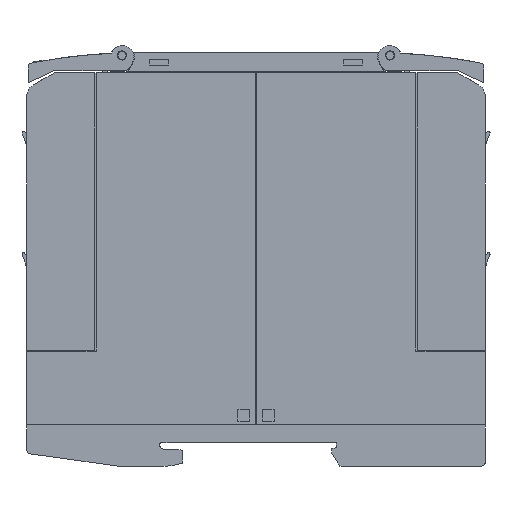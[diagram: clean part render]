
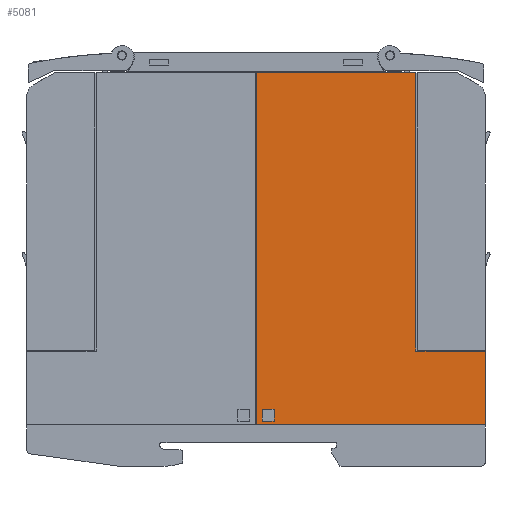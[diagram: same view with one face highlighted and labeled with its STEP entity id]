
A CAD part, left-side view. The second image highlights one B-rep face of the part: STEP entity #5081.
In plain terms, the highlighted planar face has unit normal (-1, 0, 0).
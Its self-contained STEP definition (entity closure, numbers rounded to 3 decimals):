
#5081=ADVANCED_FACE('',(#10338,#10339),#10340,.T.);
#10338=FACE_BOUND('',#15665,.T.);
#10339=FACE_OUTER_BOUND('',#15666,.T.);
#10340=PLANE('',#15667);
#15665=EDGE_LOOP('',(#31933,#31934,#31935,#31936));
#15666=EDGE_LOOP('',(#31937,#31938,#31939,#31940,#31941,#31942));
#15667=AXIS2_PLACEMENT_3D('',#31943,#31944,#31945);
#31933=ORIENTED_EDGE('',*,*,#38987,.T.);
#31934=ORIENTED_EDGE('',*,*,#38963,.T.);
#31935=ORIENTED_EDGE('',*,*,#38971,.T.);
#31936=ORIENTED_EDGE('',*,*,#38984,.T.);
#31937=ORIENTED_EDGE('',*,*,#33144,.T.);
#31938=ORIENTED_EDGE('',*,*,#38989,.T.);
#31939=ORIENTED_EDGE('',*,*,#38997,.T.);
#31940=ORIENTED_EDGE('',*,*,#38977,.F.);
#31941=ORIENTED_EDGE('',*,*,#38998,.T.);
#31942=ORIENTED_EDGE('',*,*,#38993,.T.);
#31943=CARTESIAN_POINT('',(0.0,25.98,9.001));
#31944=DIRECTION('',(-1.0,0.0,0.0));
#31945=DIRECTION('',(0.0,-1.0,0.0));
#33144=EDGE_CURVE('',#40077,#40081,#40083,.T.);
#38963=EDGE_CURVE('',#48734,#48732,#48735,.T.);
#38971=EDGE_CURVE('',#48732,#48743,#48745,.T.);
#38977=EDGE_CURVE('',#48754,#48756,#48757,.T.);
#38984=EDGE_CURVE('',#48743,#48766,#48768,.T.);
#38987=EDGE_CURVE('',#48766,#48734,#48771,.T.);
#38989=EDGE_CURVE('',#40081,#48773,#48774,.T.);
#38993=EDGE_CURVE('',#48779,#40077,#48780,.T.);
#38997=EDGE_CURVE('',#48773,#48756,#48785,.T.);
#38998=EDGE_CURVE('',#48754,#48779,#48786,.T.);
#40077=VERTEX_POINT('',#50450);
#40081=VERTEX_POINT('',#50456);
#40083=LINE('',#50459,#50460);
#48732=VERTEX_POINT('',#63359);
#48734=VERTEX_POINT('',#63362);
#48735=LINE('',#63363,#63364);
#48743=VERTEX_POINT('',#63376);
#48745=LINE('',#63379,#63380);
#48754=VERTEX_POINT('',#63392);
#48756=VERTEX_POINT('',#63395);
#48757=LINE('',#63396,#63397);
#48766=VERTEX_POINT('',#63410);
#48768=LINE('',#63413,#63414);
#48771=LINE('',#63418,#63419);
#48773=VERTEX_POINT('',#63421);
#48774=LINE('',#63422,#63423);
#48779=VERTEX_POINT('',#63430);
#48780=LINE('',#63431,#63432);
#48785=LINE('',#63439,#63440);
#48786=LINE('',#63441,#63442);
#50450=CARTESIAN_POINT('',(0.0,1.03,25.101));
#50456=CARTESIAN_POINT('',(0.0,16.13,25.101));
#50459=CARTESIAN_POINT('',(0.0,17.255,25.101));
#50460=VECTOR('',#64434,1.0);
#63359=CARTESIAN_POINT('',(0.0,47.03,12.401));
#63362=CARTESIAN_POINT('',(0.0,49.63,12.401));
#63363=CARTESIAN_POINT('',(0.0,37.155,12.401));
#63364=VECTOR('',#69794,1.0);
#63376=CARTESIAN_POINT('',(0.0,47.03,9.801));
#63379=CARTESIAN_POINT('',(0.0,47.03,10.051));
#63380=VECTOR('',#69800,1.0);
#63392=CARTESIAN_POINT('',(0.0,50.93,9.001));
#63395=CARTESIAN_POINT('',(0.0,50.93,85.801));
#63396=CARTESIAN_POINT('',(0.0,50.93,9.001));
#63397=VECTOR('',#69805,1.0);
#63410=CARTESIAN_POINT('',(0.0,49.63,9.801));
#63413=CARTESIAN_POINT('',(0.0,37.155,9.801));
#63414=VECTOR('',#69811,1.0);
#63418=CARTESIAN_POINT('',(0.0,49.63,10.051));
#63419=VECTOR('',#69813,1.0);
#63421=CARTESIAN_POINT('',(0.0,16.13,85.801));
#63422=CARTESIAN_POINT('',(0.0,16.13,32.226));
#63423=VECTOR('',#69814,1.0);
#63430=CARTESIAN_POINT('',(0.0,1.03,9.001));
#63431=CARTESIAN_POINT('',(0.0,1.03,9.001));
#63432=VECTOR('',#69817,1.0);
#63439=CARTESIAN_POINT('',(0.0,50.93,85.801));
#63440=VECTOR('',#69820,1.0);
#63441=CARTESIAN_POINT('',(0.0,50.93,9.001));
#63442=VECTOR('',#69821,1.0);
#64434=DIRECTION('',(0.0,1.0,-0.0));
#69794=DIRECTION('',(-0.0,-1.0,-0.0));
#69800=DIRECTION('',(-0.0,-0.0,-1.0));
#69805=DIRECTION('',(0.0,0.0,1.0));
#69811=DIRECTION('',(0.0,1.0,-0.0));
#69813=DIRECTION('',(0.0,0.0,1.0));
#69814=DIRECTION('',(0.0,0.0,1.0));
#69817=DIRECTION('',(0.0,0.0,1.0));
#69820=DIRECTION('',(0.0,1.0,-0.0));
#69821=DIRECTION('',(0.0,-1.0,0.0));
